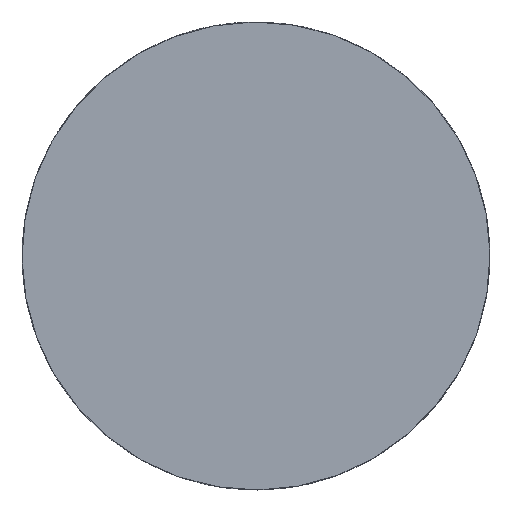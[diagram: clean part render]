
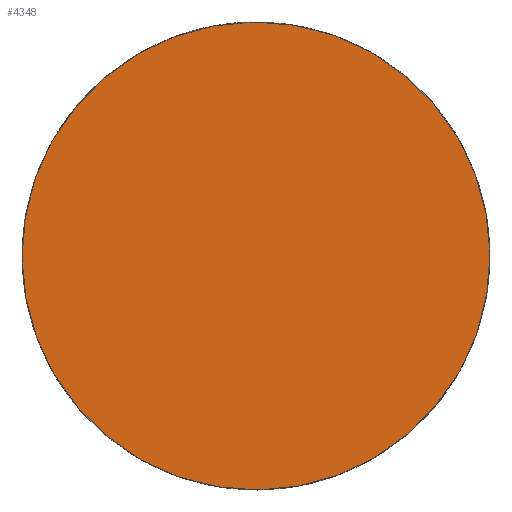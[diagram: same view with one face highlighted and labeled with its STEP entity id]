
A CAD part, front view. The second image highlights one B-rep face of the part: STEP entity #4348.
In plain terms, the highlighted planar face has unit normal (0, -1, 0).
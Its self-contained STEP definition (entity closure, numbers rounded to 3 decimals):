
#190=PLANE('',#4662);
#516=FACE_OUTER_BOUND('',#776,.T.);
#776=EDGE_LOOP('',(#2811));
#1044=CIRCLE('',#4663,32.75);
#1687=VERTEX_POINT('',#6102);
#2099=EDGE_CURVE('',#1687,#1687,#1044,.T.);
#2811=ORIENTED_EDGE('',*,*,#2099,.T.);
#4348=ADVANCED_FACE('',(#516),#190,.T.);
#4662=AXIS2_PLACEMENT_3D('',#6101,#5084,#5085);
#4663=AXIS2_PLACEMENT_3D('',#6103,#5086,#5087);
#5084=DIRECTION('center_axis',(0.,-1.,0.));
#5085=DIRECTION('ref_axis',(-0.983,0.,-0.182));
#5086=DIRECTION('center_axis',(0.,-1.,0.));
#5087=DIRECTION('ref_axis',(0.182,0.,-0.983));
#6101=CARTESIAN_POINT('Origin',(-8.246,17.592,-5.276));
#6102=CARTESIAN_POINT('',(-17.172,17.592,43.031));
#6103=CARTESIAN_POINT('Origin',(-11.221,17.592,10.826));
